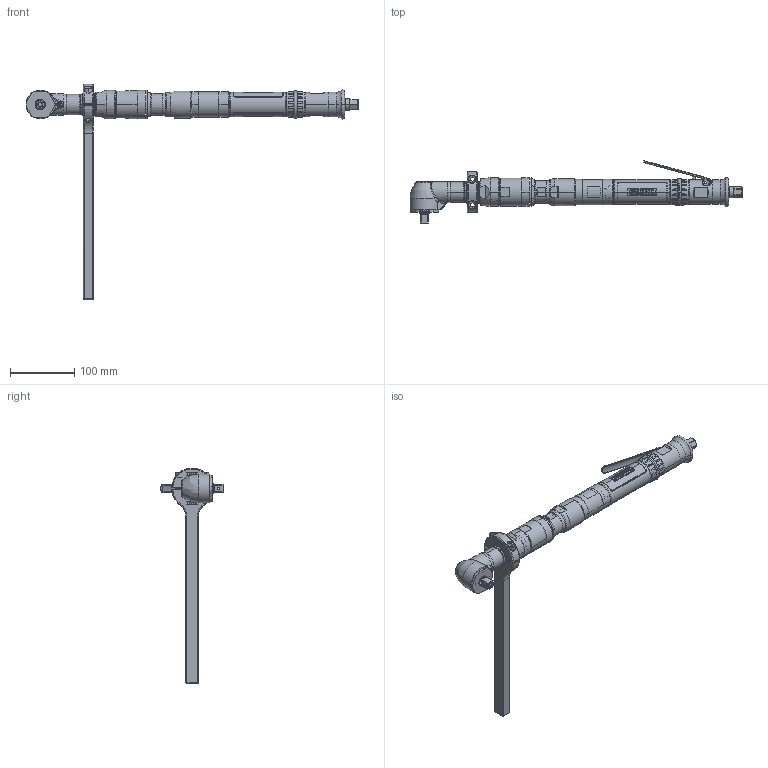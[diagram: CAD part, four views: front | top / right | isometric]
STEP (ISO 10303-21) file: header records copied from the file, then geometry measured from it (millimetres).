
FILE_DESCRIPTION((''),'2;1');
FILE_NAME('AA33LA22A-106','2010-09-07T',('EJF1116'),(''),'PRO/ENGINEER BY PARAMETRIC TECHNOLOGY CORPORATION, 2005030','PRO/ENGINEER BY PARAMETRIC TECHNOLOGY CORPORATION, 2005030','');
FILE_SCHEMA(('CONFIG_CONTROL_DESIGN'));
Products named in the file (1): AA33LA22A-106
Bounding box: 518.13 x 97.68 x 336.55 mm (x, y, z)
Surface area: 165556 mm2 (no closed solid volume)
Topology: 0 solids, 235 shells, 886 faces, 4346 edges, 3547 vertices
Faces by surface type: cylinder 479, plane 225, bspline 85, cone 51, torus 40, sphere 6
Entity records: 69961 total; most frequent: CARTESIAN_POINT 38486, DIRECTION 5996, ORIENTED_EDGE 5660, EDGE_CURVE 4344, VERTEX_POINT 3547, AXIS2_PLACEMENT_3D 2170, VECTOR 1656, LINE 1656
